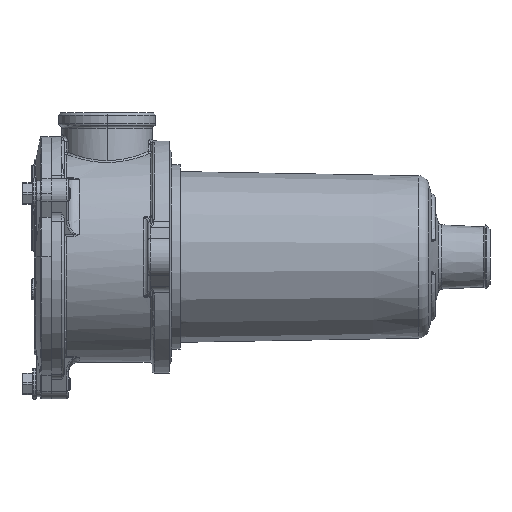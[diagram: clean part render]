
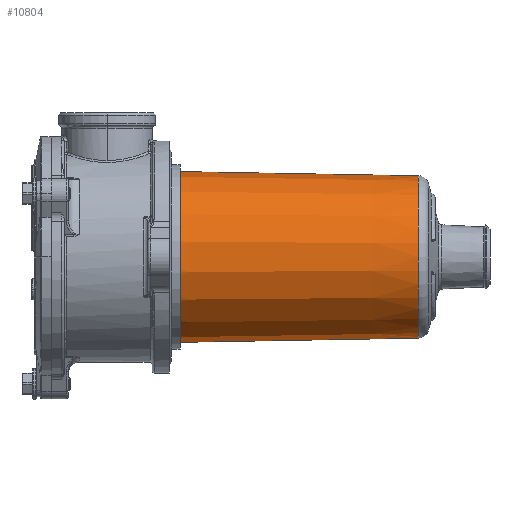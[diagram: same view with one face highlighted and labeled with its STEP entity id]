
A CAD part, left-side view. The second image highlights one B-rep face of the part: STEP entity #10804.
In plain terms, the highlighted conical face has half-angle 1 degrees and reference radius 37.772 mm.
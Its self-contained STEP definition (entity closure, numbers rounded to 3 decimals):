
#140=LINE('',#17566,#690);
#141=LINE('',#17568,#691);
#690=VECTOR('',#13323,1000.);
#691=VECTOR('',#13324,1000.);
#1235=CONICAL_SURFACE('',#11699,37.771,0.017);
#2357=ORIENTED_EDGE('',*,*,#5715,.F.);
#2358=ORIENTED_EDGE('',*,*,#5713,.F.);
#2359=ORIENTED_EDGE('',*,*,#5716,.T.);
#2360=ORIENTED_EDGE('',*,*,#5717,.T.);
#5713=EDGE_CURVE('',#7383,#7384,#8340,.T.);
#5715=EDGE_CURVE('',#7384,#7385,#140,.T.);
#5716=EDGE_CURVE('',#7383,#7386,#141,.T.);
#5717=EDGE_CURVE('',#7386,#7385,#8342,.T.);
#7383=VERTEX_POINT('',#17561);
#7384=VERTEX_POINT('',#17563);
#7385=VERTEX_POINT('',#17567);
#7386=VERTEX_POINT('',#17569);
#8340=CIRCLE('',#11697,37.771);
#8342=CIRCLE('',#11700,40.);
#9179=EDGE_LOOP('',(#2357,#2358,#2359,#2360));
#9982=FACE_BOUND('',#9179,.T.);
#10804=ADVANCED_FACE('',(#9982),#1235,.T.);
#11697=AXIS2_PLACEMENT_3D('',#17562,#13317,#13318);
#11699=AXIS2_PLACEMENT_3D('',#17565,#13321,#13322);
#11700=AXIS2_PLACEMENT_3D('',#17570,#13325,#13326);
#13317=DIRECTION('',(0.,-1.,0.));
#13318=DIRECTION('',(0.,0.,-1.));
#13321=DIRECTION('',(0.,1.,0.));
#13322=DIRECTION('',(0.,0.,1.));
#13323=DIRECTION('',(0.,1.,-0.017));
#13324=DIRECTION('',(0.,1.,0.017));
#13325=DIRECTION('',(0.,-1.,0.));
#13326=DIRECTION('',(0.,0.,-1.));
#17561=CARTESIAN_POINT('',(0.,33.327,37.771));
#17562=CARTESIAN_POINT('',(0.,33.327,0.));
#17563=CARTESIAN_POINT('',(0.,33.327,-37.771));
#17565=CARTESIAN_POINT('',(0.,33.327,0.));
#17566=CARTESIAN_POINT('',(0.,33.327,-37.771));
#17567=CARTESIAN_POINT('',(0.,161.,-40.));
#17568=CARTESIAN_POINT('',(0.,33.327,37.771));
#17569=CARTESIAN_POINT('',(0.,161.,40.));
#17570=CARTESIAN_POINT('',(0.,161.,0.));
